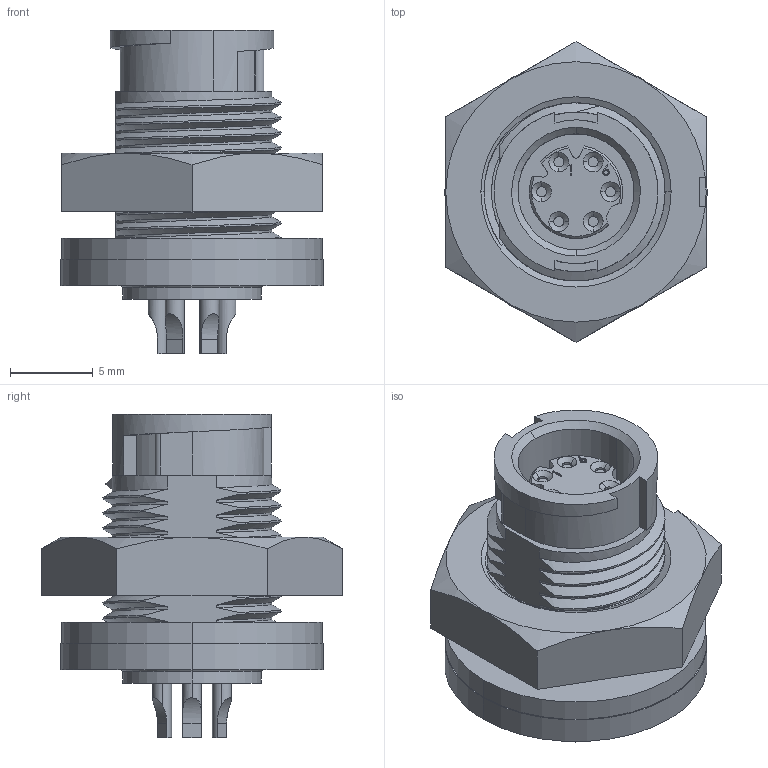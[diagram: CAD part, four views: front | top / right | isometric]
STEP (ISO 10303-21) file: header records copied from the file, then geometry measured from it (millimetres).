
FILE_DESCRIPTION (( 'STEP AP203' ), '1' );
FILE_NAME ('17982-6SG-3ES.STEP', '2017-04-26T21:49:07', ( '' ), ( '' ), 'SwSTEP 2.0', 'SolidWorks 2014', '' );
FILE_SCHEMA (( 'CONFIG_CONTROL_DESIGN' ));
Length unit declared in the file: millimetre
Products named in the file (2): 17982-6SG-3ES
Bounding box: 15.88 x 18.18 x 19.56 mm (x, y, z)
Volume: 1843.6 mm3; surface area: 2089.7 mm2
Topology: 2 solids, 2 shells, 227 faces, 596 edges, 394 vertices
Faces by surface type: cylinder 94, plane 70, bspline 33, cone 28, torus 2
Entity records: 18538 total; most frequent: CARTESIAN_POINT 13365, ORIENTED_EDGE 1192, DIRECTION 826, EDGE_CURVE 596, VERTEX_POINT 394, AXIS2_PLACEMENT_3D 287, LINE 252, VECTOR 252
